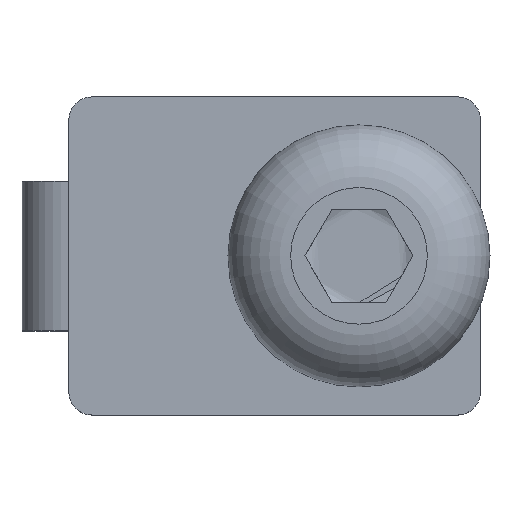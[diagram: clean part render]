
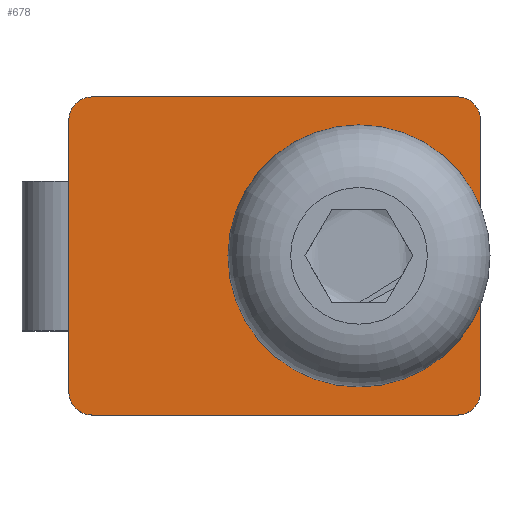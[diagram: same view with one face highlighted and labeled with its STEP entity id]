
A CAD part, top view. The second image highlights one B-rep face of the part: STEP entity #678.
In plain terms, the highlighted face is planar.
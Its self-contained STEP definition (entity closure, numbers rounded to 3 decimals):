
#43=FACE_BOUND('',#247,.T.);
#55=PLANE('',#780);
#86=LINE('',#1140,#142);
#89=LINE('',#1146,#145);
#90=LINE('',#1150,#146);
#91=LINE('',#1152,#147);
#92=LINE('',#1154,#148);
#93=LINE('',#1158,#149);
#142=VECTOR('',#914,10.);
#145=VECTOR('',#919,10.);
#146=VECTOR('',#922,10.);
#147=VECTOR('',#923,10.);
#148=VECTOR('',#924,10.);
#149=VECTOR('',#927,10.);
#207=FACE_OUTER_BOUND('',#246,.T.);
#246=EDGE_LOOP('',(#553,#554,#555,#556,#557,#558,#559,#560,#561,#562));
#247=EDGE_LOOP('',(#563,#564));
#286=CIRCLE('',#778,1.25);
#287=CIRCLE('',#781,1.25);
#288=CIRCLE('',#782,1.25);
#289=CIRCLE('',#783,1.25);
#290=CIRCLE('',#784,4.25);
#291=CIRCLE('',#785,4.25);
#333=VERTEX_POINT('',#1133);
#334=VERTEX_POINT('',#1135);
#335=VERTEX_POINT('',#1139);
#337=VERTEX_POINT('',#1145);
#338=VERTEX_POINT('',#1147);
#339=VERTEX_POINT('',#1149);
#340=VERTEX_POINT('',#1151);
#341=VERTEX_POINT('',#1153);
#342=VERTEX_POINT('',#1155);
#343=VERTEX_POINT('',#1157);
#344=VERTEX_POINT('',#1160);
#345=VERTEX_POINT('',#1161);
#410=EDGE_CURVE('',#333,#334,#286,.T.);
#412=EDGE_CURVE('',#335,#334,#86,.T.);
#415=EDGE_CURVE('',#337,#333,#89,.T.);
#416=EDGE_CURVE('',#338,#337,#287,.T.);
#417=EDGE_CURVE('',#339,#338,#90,.T.);
#418=EDGE_CURVE('',#339,#340,#91,.T.);
#419=EDGE_CURVE('',#341,#340,#92,.T.);
#420=EDGE_CURVE('',#342,#341,#288,.T.);
#421=EDGE_CURVE('',#343,#342,#93,.T.);
#422=EDGE_CURVE('',#335,#343,#289,.T.);
#423=EDGE_CURVE('',#344,#345,#290,.T.);
#424=EDGE_CURVE('',#345,#344,#291,.T.);
#553=ORIENTED_EDGE('',*,*,#410,.F.);
#554=ORIENTED_EDGE('',*,*,#415,.F.);
#555=ORIENTED_EDGE('',*,*,#416,.F.);
#556=ORIENTED_EDGE('',*,*,#417,.F.);
#557=ORIENTED_EDGE('',*,*,#418,.T.);
#558=ORIENTED_EDGE('',*,*,#419,.F.);
#559=ORIENTED_EDGE('',*,*,#420,.F.);
#560=ORIENTED_EDGE('',*,*,#421,.F.);
#561=ORIENTED_EDGE('',*,*,#422,.F.);
#562=ORIENTED_EDGE('',*,*,#412,.T.);
#563=ORIENTED_EDGE('',*,*,#423,.T.);
#564=ORIENTED_EDGE('',*,*,#424,.T.);
#678=ADVANCED_FACE('',(#207,#43),#55,.T.);
#778=AXIS2_PLACEMENT_3D('',#1136,#909,#910);
#780=AXIS2_PLACEMENT_3D('',#1144,#917,#918);
#781=AXIS2_PLACEMENT_3D('',#1148,#920,#921);
#782=AXIS2_PLACEMENT_3D('',#1156,#925,#926);
#783=AXIS2_PLACEMENT_3D('',#1159,#928,#929);
#784=AXIS2_PLACEMENT_3D('',#1162,#930,#931);
#785=AXIS2_PLACEMENT_3D('',#1163,#932,#933);
#909=DIRECTION('center_axis',(0.,-1.,0.));
#910=DIRECTION('ref_axis',(0.707,0.,-0.707));
#914=DIRECTION('',(0.,0.,-1.));
#917=DIRECTION('center_axis',(0.,1.,0.));
#918=DIRECTION('ref_axis',(-1.,0.,0.));
#919=DIRECTION('',(1.,0.,0.));
#920=DIRECTION('center_axis',(0.,-1.,0.));
#921=DIRECTION('ref_axis',(-0.707,0.,-0.707));
#922=DIRECTION('',(0.,0.,-1.));
#923=DIRECTION('',(0.,0.,1.));
#924=DIRECTION('',(0.,0.,-1.));
#925=DIRECTION('center_axis',(0.,-1.,0.));
#926=DIRECTION('ref_axis',(-0.707,0.,0.707));
#927=DIRECTION('',(-1.,0.,0.));
#928=DIRECTION('center_axis',(0.,-1.,0.));
#929=DIRECTION('ref_axis',(0.707,0.,0.707));
#930=DIRECTION('center_axis',(0.,-1.,0.));
#931=DIRECTION('ref_axis',(1.,0.,0.));
#932=DIRECTION('center_axis',(0.,-1.,0.));
#933=DIRECTION('ref_axis',(1.,0.,0.));
#1133=CARTESIAN_POINT('',(19.5,0.,-8.5));
#1135=CARTESIAN_POINT('',(20.75,0.,-7.25));
#1136=CARTESIAN_POINT('Origin',(19.5,0.,-7.25));
#1139=CARTESIAN_POINT('',(20.75,0.,7.25));
#1140=CARTESIAN_POINT('',(20.75,0.,-4.25));
#1144=CARTESIAN_POINT('Origin',(29.75,0.,0.));
#1145=CARTESIAN_POINT('',(0.,0.,-8.5));
#1146=CARTESIAN_POINT('',(29.75,0.,-8.5));
#1147=CARTESIAN_POINT('',(-1.25,0.,-7.25));
#1148=CARTESIAN_POINT('Origin',(0.,0.,
-7.25));
#1149=CARTESIAN_POINT('',(-1.25,0.,-4.));
#1150=CARTESIAN_POINT('',(-1.25,0.,0.));
#1151=CARTESIAN_POINT('',(-1.25,0.,4.));
#1152=CARTESIAN_POINT('',(-1.25,0.,0.));
#1153=CARTESIAN_POINT('',(-1.25,0.,7.25));
#1154=CARTESIAN_POINT('',(-1.25,0.,0.));
#1155=CARTESIAN_POINT('',(0.,0.,8.5));
#1156=CARTESIAN_POINT('Origin',(0.,0.,
7.25));
#1157=CARTESIAN_POINT('',(19.5,0.,8.5));
#1158=CARTESIAN_POINT('',(29.75,0.,8.5));
#1159=CARTESIAN_POINT('Origin',(19.5,0.,7.25));
#1160=CARTESIAN_POINT('',(18.5,0.,0.));
#1161=CARTESIAN_POINT('',(10.,0.,0.));
#1162=CARTESIAN_POINT('Origin',(14.25,0.,0.));
#1163=CARTESIAN_POINT('Origin',(14.25,0.,0.));
